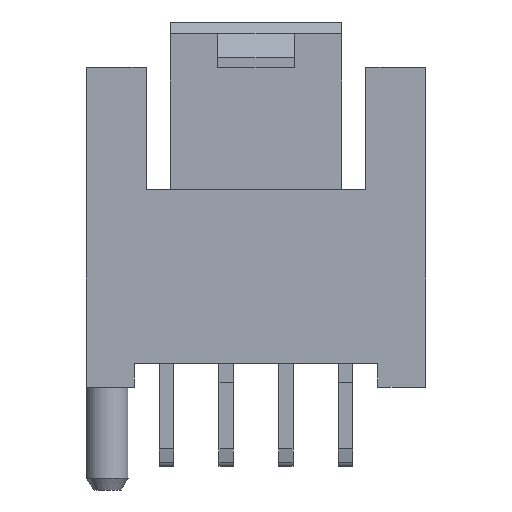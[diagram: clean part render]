
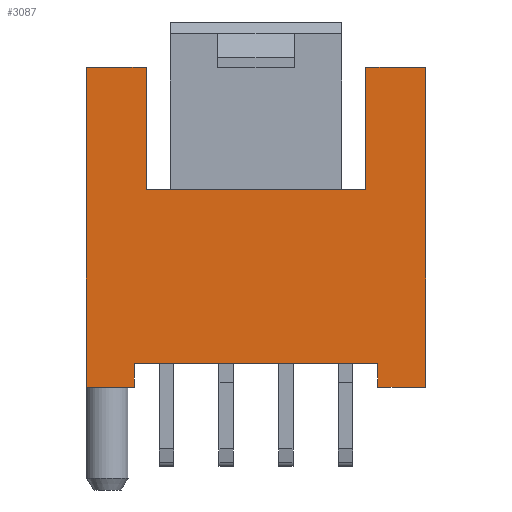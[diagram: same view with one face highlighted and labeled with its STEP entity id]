
A CAD part, front view. The second image highlights one B-rep face of the part: STEP entity #3087.
In plain terms, the highlighted planar face has unit normal (0, -1, 0).
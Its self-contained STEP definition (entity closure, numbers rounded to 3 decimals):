
#29=DIRECTION('',(0.,0.,-1.));
#30=VECTOR('',#29,13.4);
#31=CARTESIAN_POINT('',(-7.1,-4.6,6.7));
#32=LINE('',#31,#30);
#97=DIRECTION('',(1.,0.,0.));
#98=VECTOR('',#97,2.);
#99=CARTESIAN_POINT('',(5.1,-4.6,-6.7));
#100=LINE('',#99,#98);
#113=DIRECTION('',(1.,0.,0.));
#114=VECTOR('',#113,2.);
#115=CARTESIAN_POINT('',(-7.1,-4.6,-6.7));
#116=LINE('',#115,#114);
#142=DIRECTION('',(0.,0.,-1.));
#143=VECTOR('',#142,13.4);
#144=CARTESIAN_POINT('',(7.1,-4.6,6.7));
#145=LINE('',#144,#143);
#178=DIRECTION('',(0.,0.,-1.));
#179=VECTOR('',#178,5.1);
#180=CARTESIAN_POINT('',(-4.6,-4.6,6.7));
#181=LINE('',#180,#179);
#182=DIRECTION('',(1.,0.,0.));
#183=VECTOR('',#182,9.2);
#184=CARTESIAN_POINT('',(-4.6,-4.6,1.6));
#185=LINE('',#184,#183);
#186=DIRECTION('',(0.,0.,-1.));
#187=VECTOR('',#186,5.1);
#188=CARTESIAN_POINT('',(4.6,-4.6,6.7));
#189=LINE('',#188,#187);
#190=DIRECTION('',(1.,0.,0.));
#191=VECTOR('',#190,2.5);
#192=CARTESIAN_POINT('',(4.6,-4.6,6.7));
#193=LINE('',#192,#191);
#194=DIRECTION('',(0.,0.,1.));
#195=VECTOR('',#194,1.);
#196=CARTESIAN_POINT('',(5.1,-4.6,-6.7));
#197=LINE('',#196,#195);
#198=DIRECTION('',(-1.,0.,0.));
#199=VECTOR('',#198,10.2);
#200=CARTESIAN_POINT('',(5.1,-4.6,-5.7));
#201=LINE('',#200,#199);
#202=DIRECTION('',(0.,0.,1.));
#203=VECTOR('',#202,1.);
#204=CARTESIAN_POINT('',(-5.1,-4.6,-6.7));
#205=LINE('',#204,#203);
#206=DIRECTION('',(1.,0.,0.));
#207=VECTOR('',#206,2.5);
#208=CARTESIAN_POINT('',(-7.1,-4.6,6.7));
#209=LINE('',#208,#207);
#2163=CARTESIAN_POINT('',(-7.1,-4.6,6.7));
#2165=VERTEX_POINT('',#2163);
#2166=CARTESIAN_POINT('',(-7.1,-4.6,-6.7));
#2167=VERTEX_POINT('',#2166);
#2177=CARTESIAN_POINT('',(7.1,-4.6,6.7));
#2179=VERTEX_POINT('',#2177);
#2180=CARTESIAN_POINT('',(7.1,-4.6,-6.7));
#2181=VERTEX_POINT('',#2180);
#2234=CARTESIAN_POINT('',(5.1,-4.6,-6.7));
#2235=CARTESIAN_POINT('',(5.1,-4.6,-5.7));
#2236=VERTEX_POINT('',#2234);
#2237=VERTEX_POINT('',#2235);
#2238=CARTESIAN_POINT('',(-5.1,-4.6,-5.7));
#2239=VERTEX_POINT('',#2238);
#2240=CARTESIAN_POINT('',(-5.1,-4.6,-6.7));
#2241=VERTEX_POINT('',#2240);
#2250=CARTESIAN_POINT('',(-4.6,-4.6,6.7));
#2252=VERTEX_POINT('',#2250);
#2254=CARTESIAN_POINT('',(4.6,-4.6,6.7));
#2256=VERTEX_POINT('',#2254);
#2258=CARTESIAN_POINT('',(-4.6,-4.6,1.6));
#2259=VERTEX_POINT('',#2258);
#2260=CARTESIAN_POINT('',(4.6,-4.6,1.6));
#2261=VERTEX_POINT('',#2260);
#3060=CARTESIAN_POINT('',(-7.1,-4.6,6.7));
#3061=DIRECTION('',(0.,-1.,0.));
#3062=DIRECTION('',(0.,0.,-1.));
#3063=AXIS2_PLACEMENT_3D('',#3060,#3061,#3062);
#3064=PLANE('',#3063);
#3066=ORIENTED_EDGE('',*,*,#3065,.T.);
#3068=ORIENTED_EDGE('',*,*,#3067,.T.);
#3070=ORIENTED_EDGE('',*,*,#3069,.F.);
#3072=ORIENTED_EDGE('',*,*,#3071,.T.);
#3073=ORIENTED_EDGE('',*,*,#3040,.T.);
#3074=ORIENTED_EDGE('',*,*,#2961,.F.);
#3076=ORIENTED_EDGE('',*,*,#3075,.T.);
#3078=ORIENTED_EDGE('',*,*,#3077,.T.);
#3080=ORIENTED_EDGE('',*,*,#3079,.F.);
#3081=ORIENTED_EDGE('',*,*,#2992,.F.);
#3082=ORIENTED_EDGE('',*,*,#2883,.F.);
#3084=ORIENTED_EDGE('',*,*,#3083,.T.);
#3085=EDGE_LOOP('',(#3066,#3068,#3070,#3072,#3073,#3074,#3076,#3078,#3080,#3081,
#3082,#3084));
#3086=FACE_OUTER_BOUND('',#3085,.F.);
#3087=ADVANCED_FACE('',(#3086),#3064,.T.);
#2883=EDGE_CURVE('',#2165,#2167,#32,.T.);
#2961=EDGE_CURVE('',#2236,#2181,#100,.T.);
#2992=EDGE_CURVE('',#2167,#2241,#116,.T.);
#3040=EDGE_CURVE('',#2179,#2181,#145,.T.);
#3065=EDGE_CURVE('',#2252,#2259,#181,.T.);
#3067=EDGE_CURVE('',#2259,#2261,#185,.T.);
#3069=EDGE_CURVE('',#2256,#2261,#189,.T.);
#3071=EDGE_CURVE('',#2256,#2179,#193,.T.);
#3075=EDGE_CURVE('',#2236,#2237,#197,.T.);
#3077=EDGE_CURVE('',#2237,#2239,#201,.T.);
#3079=EDGE_CURVE('',#2241,#2239,#205,.T.);
#3083=EDGE_CURVE('',#2165,#2252,#209,.T.);
